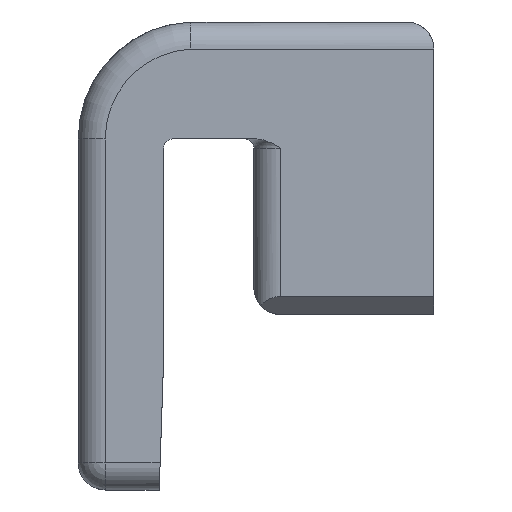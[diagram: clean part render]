
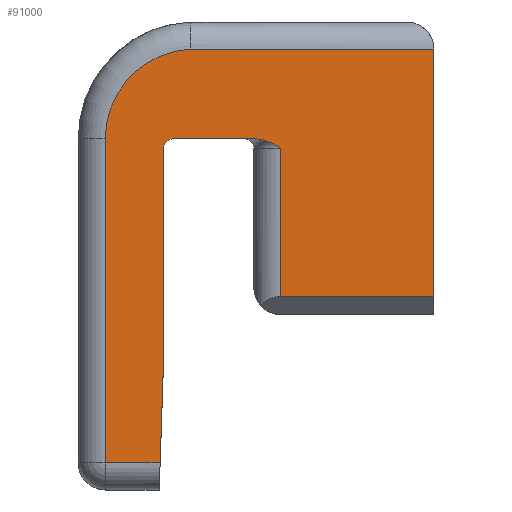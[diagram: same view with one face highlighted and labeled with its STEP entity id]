
A CAD part, left-side view. The second image highlights one B-rep face of the part: STEP entity #91000.
In plain terms, the highlighted planar face has unit normal (-1, 0, 0).
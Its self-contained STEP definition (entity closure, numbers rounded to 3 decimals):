
#17470=CARTESIAN_POINT('',(-9.7,1.065,0.3));
#17480=VERTEX_POINT('',#17470);
#17510=CARTESIAN_POINT('',(-9.7,1.065,0.3));
#17520=DIRECTION('',(0.,-0.033,0.999));
#17530=VECTOR('',#17520,1.);
#17540=LINE('',#17510,#17530);
#17550=CARTESIAN_POINT('',(-9.7,1.025,
1.5));
#17560=VERTEX_POINT('',#17550);
#17570=EDGE_CURVE('',#17480,#17560,#17540,.T.);
#30720=CARTESIAN_POINT('',(-9.7,0.925,3.9));
#30730=VERTEX_POINT('',#30720);
#30760=CARTESIAN_POINT('',(-9.7,0.925,3.9));
#30770=DIRECTION('',(0.,-1.,0.));
#30780=VECTOR('',#30770,1.);
#30790=LINE('',#30760,#30780);
#30800=CARTESIAN_POINT('',(-9.7,-0.01,3.9));
#30810=VERTEX_POINT('',#30800);
#30820=EDGE_CURVE('',#30730,#30810,#30790,.T.);
#64190=CARTESIAN_POINT('',(-9.7,-1.975,
4.899));
#64200=VERTEX_POINT('',#64190);
#64370=CARTESIAN_POINT('',(-9.7,-1.975,2.15));
#64380=VERTEX_POINT('',#64370);
#64410=CARTESIAN_POINT('',(-9.7,-1.975,4.9));
#64420=DIRECTION('',(0.,0.,-1.));
#64430=VECTOR('',#64420,1.);
#64440=LINE('',#64410,#64430);
#64450=EDGE_CURVE('',#64200,#64380,#64440,.T.);
#78290=CARTESIAN_POINT('',(-9.7,-0.275,2.15));
#78300=VERTEX_POINT('',#78290);
#78330=CARTESIAN_POINT('',(-9.7,-0.275,2.15));
#78340=DIRECTION('',(0.,-1.,0.));
#78350=VECTOR('',#78340,1.);
#78360=LINE('',#78330,#78350);
#78370=EDGE_CURVE('',#78300,#64380,#78360,.T.);
#89770=CARTESIAN_POINT('',(-9.7,-0.275,3.8));
#89780=VERTEX_POINT('',#89770);
#89810=CARTESIAN_POINT('',(-9.7,-0.275,2.15));
#89820=DIRECTION('',(0.,-0.,1.));
#89830=VECTOR('',#89820,1.);
#89840=LINE('',#89810,#89830);
#89850=EDGE_CURVE('',#78300,#89780,#89840,.T.);
#90190=CARTESIAN_POINT('',(-9.7,1.675,3.9));
#90200=VERTEX_POINT('',#90190);
#90230=CARTESIAN_POINT('',(-9.7,1.675,0.3));
#90240=DIRECTION('',(0.,-0.,1.));
#90250=VECTOR('',#90240,1.);
#90260=LINE('',#90230,#90250);
#90270=CARTESIAN_POINT('',(-9.7,1.675,0.3));
#90280=VERTEX_POINT('',#90270);
#90290=EDGE_CURVE('',#90280,#90200,#90260,.T.);
#90410=CARTESIAN_POINT('',(-9.7,1.325,3.9));
#90420=DIRECTION('',(1.,0.,0.));
#90430=DIRECTION('',(0.,-1.,0.));
#90440=AXIS2_PLACEMENT_3D('',#90410,#90420,#90430);
#90450=PLANE('',#90440);
#90460=CARTESIAN_POINT('',(-9.7,0.675,3.9));
#90470=DIRECTION('',(-1.,0.,0.));
#90480=DIRECTION('',(-0.,0.05,0.999));
#90490=AXIS2_PLACEMENT_3D('',#90460,#90470,#90480);
#90500=CIRCLE('',#90490,1.);
#90510=CARTESIAN_POINT('',(-9.7,0.725,
4.899));
#90520=VERTEX_POINT('',#90510);
#90530=EDGE_CURVE('',#90520,#90200,#90500,.T.);
#90540=ORIENTED_EDGE('',*,*,#90530,.T.);
#90550=CARTESIAN_POINT('',(-9.7,0.725,
4.899));
#90560=DIRECTION('',(0.,-1.,
0.));
#90570=VECTOR('',#90560,1.);
#90580=LINE('',#90550,#90570);
#90590=EDGE_CURVE('',#90520,#64200,#90580,.T.);
#90600=ORIENTED_EDGE('',*,*,#90590,.F.);
#90610=ORIENTED_EDGE('',*,*,#64450,.F.);
#90620=ORIENTED_EDGE('',*,*,#78370,.T.);
#90630=ORIENTED_EDGE('',*,*,#89850,.F.);
#90640=CARTESIAN_POINT('',(-9.7,-0.01,3.9));
#90650=CARTESIAN_POINT('',(-9.7,-0.031,3.9));
#90660=CARTESIAN_POINT('',(-9.7,-0.073,
3.895));
#90670=CARTESIAN_POINT('',(-9.7,-0.138,
3.873));
#90680=CARTESIAN_POINT('',(-9.7,-0.205,
3.84));
#90690=CARTESIAN_POINT('',(-9.7,-0.251,
3.814));
#90700=CARTESIAN_POINT('',(-9.7,-0.275,3.8));
#90710=B_SPLINE_CURVE_WITH_KNOTS('',3,(#90640,#90650,#90660,#90670,
#90680,#90690,#90700),.UNSPECIFIED.,.F.,.F.,(4,1,1,1,4),(0.,0.25,0.5,
0.75,1.),.UNSPECIFIED.);
#90720=EDGE_CURVE('',#30810,#89780,#90710,.T.);
#90730=ORIENTED_EDGE('',*,*,#90720,.T.);
#90740=ORIENTED_EDGE('',*,*,#30820,.T.);
#90750=CARTESIAN_POINT('',(-9.7,0.925,3.8));
#90760=DIRECTION('',(1.,0.,0.));
#90770=DIRECTION('',(0.,1.,-0.));
#90780=AXIS2_PLACEMENT_3D('',#90750,#90760,#90770);
#90790=CIRCLE('',#90780,0.1);
#90800=CARTESIAN_POINT('',(-9.7,1.025,3.8));
#90810=VERTEX_POINT('',#90800);
#90820=EDGE_CURVE('',#90810,#30730,#90790,.T.);
#90830=ORIENTED_EDGE('',*,*,#90820,.T.);
#90840=CARTESIAN_POINT('',(-9.7,1.025,3.8));
#90850=DIRECTION('',(0.,0.,-1.));
#90860=VECTOR('',#90850,1.);
#90870=LINE('',#90840,#90860);
#90880=EDGE_CURVE('',#90810,#17560,#90870,.T.);
#90890=ORIENTED_EDGE('',*,*,#90880,.F.);
#90900=ORIENTED_EDGE('',*,*,#17570,.T.);
#90910=CARTESIAN_POINT('',(-9.7,1.065,0.3));
#90920=DIRECTION('',(0.,1.,-0.));
#90930=VECTOR('',#90920,1.);
#90940=LINE('',#90910,#90930);
#90950=EDGE_CURVE('',#17480,#90280,#90940,.T.);
#90960=ORIENTED_EDGE('',*,*,#90950,.F.);
#90970=ORIENTED_EDGE('',*,*,#90290,.F.);
#90980=EDGE_LOOP('',(#90970,#90960,#90900,#90890,#90830,#90740,#90730,
#90630,#90620,#90610,#90600,#90540));
#90990=FACE_OUTER_BOUND('',#90980,.T.);
#91000=ADVANCED_FACE('',(#90990),#90450,.F.);
